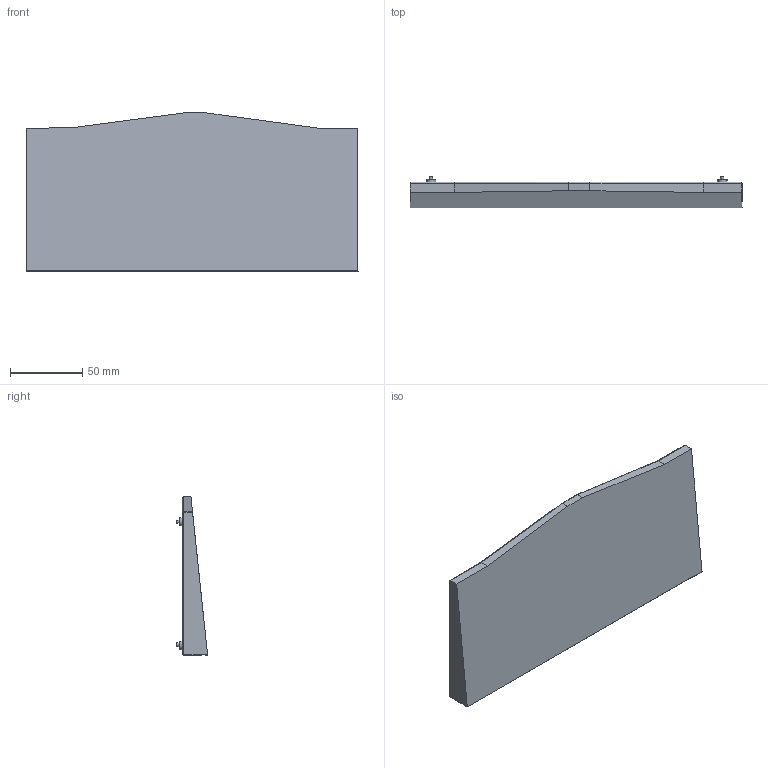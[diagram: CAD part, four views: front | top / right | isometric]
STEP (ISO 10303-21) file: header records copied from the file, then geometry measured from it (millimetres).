
FILE_DESCRIPTION(/* description */ (''),/* implementation_level */ '2;1');
FILE_NAME(/* name */ 'cool836qal_casedesign_bottom v13.step',/* time_stamp */ '2023-06-27T19:45:31+09:00',/* author */ (''),/* organization */ (''),/* preprocessor_version */ 'ST-DEVELOPER v19.2',/* originating_system */ 'Autodesk Translation Framework v12.6.0.85',/* authorisation */ '');
FILE_SCHEMA (('AUTOMOTIVE_DESIGN { 1 0 10303 214 3 1 1 }'));
Length unit declared in the file: millimetre
Products named in the file (1): cool836qal_casedesign_bottom
Bounding box: 229.04 x 21.48 x 109.21 mm (x, y, z)
Volume: 103115.3 mm3; surface area: 62261.5 mm2
Topology: 2 solids, 2 shells, 114 faces, 281 edges, 179 vertices
Faces by surface type: plane 88, cylinder 26
Full cylindrical faces by diameter (mm): 2 x2, 2.4 x2, 5.517 x1, 5.613 x1, 7.116 x1, 7.123 x1, 7.133 x1, 7.136 x1
Entity records: 3390 total; most frequent: CARTESIAN_POINT 625, ORIENTED_EDGE 562, DIRECTION 553, EDGE_CURVE 281, LINE 233, VECTOR 233, VERTEX_POINT 179, AXIS2_PLACEMENT_3D 160
